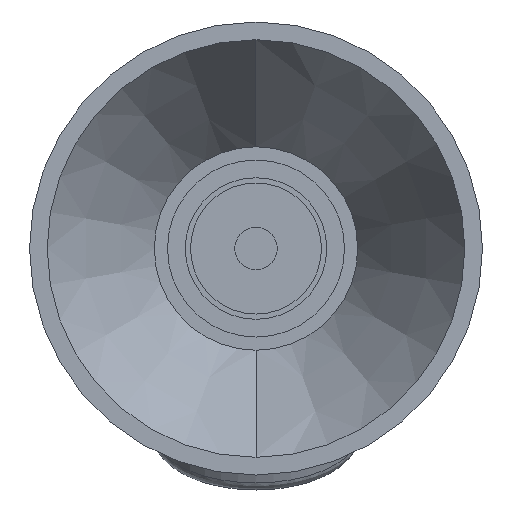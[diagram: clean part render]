
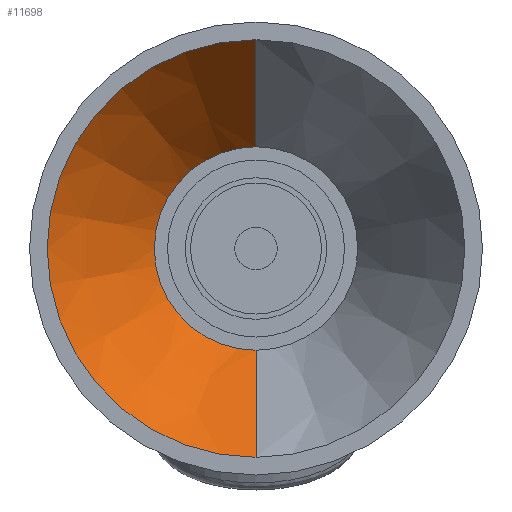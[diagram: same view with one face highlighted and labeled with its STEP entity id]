
A CAD part, front view. The second image highlights one B-rep face of the part: STEP entity #11698.
In plain terms, the highlighted conical face has half-angle 32 degrees and reference radius 21.934 mm.
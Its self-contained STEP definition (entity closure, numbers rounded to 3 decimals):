
#1973=CARTESIAN_POINT('',(0.,4.283,0.));
#1974=DIRECTION('',(0.,1.,0.));
#1975=DIRECTION('',(0.,0.,-1.));
#1976=AXIS2_PLACEMENT_3D('',#1973,#1974,#1975);
#1978=DIRECTION('',(0.,0.848,-0.53));
#1979=VECTOR('',#1978,28.556);
#1980=CARTESIAN_POINT('',(0.,4.283,29.5));
#1981=LINE('',#1980,#1979);
#1982=DIRECTION('',(0.,-0.848,-0.53));
#1983=VECTOR('',#1982,28.556);
#1984=CARTESIAN_POINT('',(0.,28.5,-14.368));
#1985=LINE('',#1984,#1983);
#1991=CARTESIAN_POINT('',(0.,28.5,0.));
#1992=DIRECTION('',(0.,1.,0.));
#1993=DIRECTION('',(0.,0.,-1.));
#1994=AXIS2_PLACEMENT_3D('',#1991,#1992,#1993);
#7358=CARTESIAN_POINT('',(0.,4.283,29.5));
#7359=CARTESIAN_POINT('',(0.,28.5,14.368));
#7360=VERTEX_POINT('',#7358);
#7361=VERTEX_POINT('',#7359);
#7362=CARTESIAN_POINT('',(0.,28.5,-14.368));
#7363=VERTEX_POINT('',#7362);
#7364=CARTESIAN_POINT('',(0.,4.283,-29.5));
#7365=VERTEX_POINT('',#7364);
#11684=CARTESIAN_POINT('',(0.,16.392,0.));
#11685=DIRECTION('',(0.,-1.,0.));
#11686=DIRECTION('',(0.,0.,1.));
#11687=AXIS2_PLACEMENT_3D('',#11684,#11685,#11686);
#11688=CONICAL_SURFACE('',#11687,21.934,32.);
#11689=ORIENTED_EDGE('',*,*,#11672,.T.);
#11691=ORIENTED_EDGE('',*,*,#11690,.T.);
#11693=ORIENTED_EDGE('',*,*,#11692,.F.);
#11695=ORIENTED_EDGE('',*,*,#11694,.T.);
#11696=EDGE_LOOP('',(#11689,#11691,#11693,#11695));
#11697=FACE_OUTER_BOUND('',#11696,.F.);
#11698=ADVANCED_FACE('',(#11697),#11688,.F.);
#1977=CIRCLE('',#1976,29.5);
#1995=CIRCLE('',#1994,14.368);
#11672=EDGE_CURVE('',#7365,#7360,#1977,.T.);
#11690=EDGE_CURVE('',#7360,#7361,#1981,.T.);
#11692=EDGE_CURVE('',#7363,#7361,#1995,.T.);
#11694=EDGE_CURVE('',#7363,#7365,#1985,.T.);
